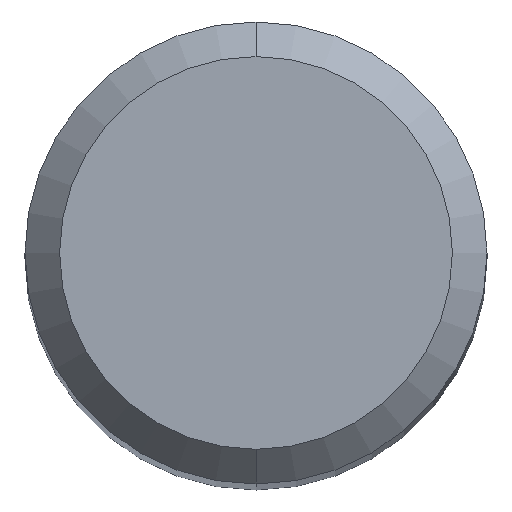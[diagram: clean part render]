
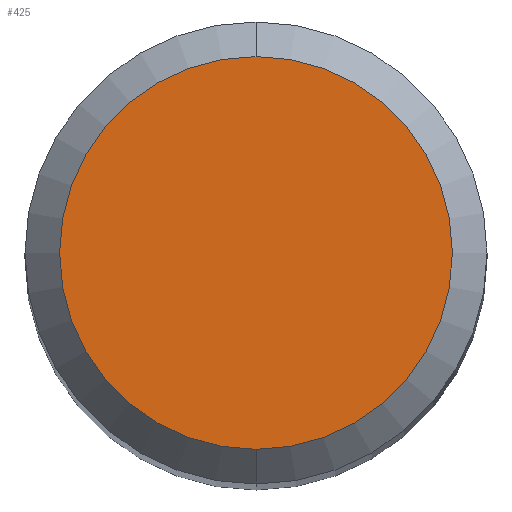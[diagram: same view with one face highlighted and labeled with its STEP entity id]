
A CAD part, top view. The second image highlights one B-rep face of the part: STEP entity #425.
In plain terms, the highlighted planar face has unit normal (0, 0, 1).
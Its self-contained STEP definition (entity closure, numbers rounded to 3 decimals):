
#183=VERTEX_POINT('',#491);
#311=EDGE_CURVE('',#335,#183,#632,.T.);
#335=VERTEX_POINT('',#659);
#409=EDGE_CURVE('',#183,#335,#739,.T.);
#425=ADVANCED_FACE('',(#756),#757,.T.);
#491=CARTESIAN_POINT('',(0.,-1.7,0.0));
#632=CIRCLE('',#1159,1.7);
#659=CARTESIAN_POINT('',(0.0,1.7,0.0));
#739=CIRCLE('',#1325,1.7);
#756=FACE_OUTER_BOUND('',#1346,.T.);
#757=PLANE('',#1347);
#1159=AXIS2_PLACEMENT_3D('',#1618,#1619,#1620);
#1325=AXIS2_PLACEMENT_3D('',#1730,#1731,#1732);
#1346=EDGE_LOOP('',(#1748,#1749));
#1347=AXIS2_PLACEMENT_3D('',#1750,#1751,#1752);
#1618=CARTESIAN_POINT('',(0.0,0.0,0.0));
#1619=DIRECTION('',(0.0,0.0,-1.0));
#1620=DIRECTION('',(0.0,1.0,0.0));
#1730=CARTESIAN_POINT('',(0.0,0.0,0.0));
#1731=DIRECTION('',(0.0,0.0,-1.0));
#1732=DIRECTION('',(0.0,1.0,0.0));
#1748=ORIENTED_EDGE('',*,*,#311,.F.);
#1749=ORIENTED_EDGE('',*,*,#409,.F.);
#1750=CARTESIAN_POINT('',(0.0,0.85,0.0));
#1751=DIRECTION('',(-0.0,0.0,1.0));
#1752=DIRECTION('',(0.0,-1.0,0.0));
